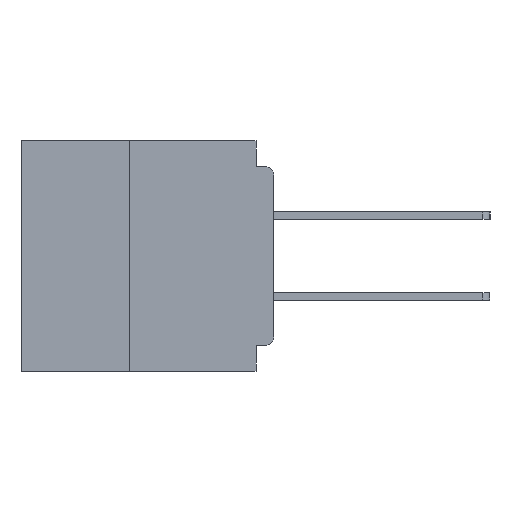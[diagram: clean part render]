
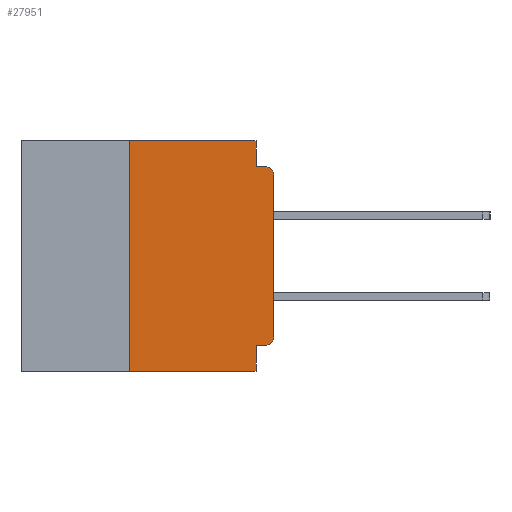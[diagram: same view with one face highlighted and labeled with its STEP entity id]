
A CAD part, left-side view. The second image highlights one B-rep face of the part: STEP entity #27951.
In plain terms, the highlighted planar face has unit normal (-1, 0, 0).
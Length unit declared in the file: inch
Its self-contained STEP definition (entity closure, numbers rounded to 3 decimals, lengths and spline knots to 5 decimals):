
#600 = DIRECTION ( 'NONE',  ( 0., 0., -1. ) ) ;
#1530 = DIRECTION ( 'NONE',  ( 0., 0., 1. ) ) ;
#1545 = DIRECTION ( 'NONE',  ( 0., 0., -1. ) ) ;
#1653 = VERTEX_POINT ( 'NONE', #24668 ) ;
#2511 = CARTESIAN_POINT ( 'NONE',  ( 0., 0.031, -0.355 ) ) ;
#2604 = CARTESIAN_POINT ( 'NONE',  ( 0., 0.25, -0.4 ) ) ;
#3429 = VERTEX_POINT ( 'NONE', #17138 ) ;
#4331 = VECTOR ( 'NONE', #28208, 39.37008 ) ;
#4602 = EDGE_CURVE ( 'NONE', #11855, #28595, #34000, .T. ) ;
#5980 = ORIENTED_EDGE ( 'NONE', *, *, #22363, .T. ) ;
#9519 = ORIENTED_EDGE ( 'NONE', *, *, #14926, .F. ) ;
#9597 = CARTESIAN_POINT ( 'NONE',  ( 0., 0.031, 0. ) ) ;
#9825 = CARTESIAN_POINT ( 'NONE',  ( 0., 0.015, -0.355 ) ) ;
#9858 = VECTOR ( 'NONE', #1545, 39.37008 ) ;
#10532 = CARTESIAN_POINT ( 'NONE',  ( 0., 0.437, -0.4 ) ) ;
#10956 = LINE ( 'NONE', #27280, #25742 ) ;
#11285 = EDGE_CURVE ( 'NONE', #26912, #29655, #33318, .T. ) ;
#11501 = DIRECTION ( 'NONE',  ( 0., 1., 0. ) ) ;
#11855 = VERTEX_POINT ( 'NONE', #9825 ) ;
#12069 = CARTESIAN_POINT ( 'NONE',  ( 0., 0., -0.045 ) ) ;
#13024 = AXIS2_PLACEMENT_3D ( 'NONE', #16242, #36766, #19249 ) ;
#13560 = LINE ( 'NONE', #21756, #27394 ) ;
#14198 = EDGE_LOOP ( 'NONE', ( #23399, #32259, #25658, #27873, #28761, #9519, #5980, #22392, #34039, #18716 ) ) ;
#14217 = LINE ( 'NONE', #16071, #29925 ) ;
#14926 = EDGE_CURVE ( 'NONE', #16739, #15752, #24561, .T. ) ;
#15752 = VERTEX_POINT ( 'NONE', #26035 ) ;
#16071 = CARTESIAN_POINT ( 'NONE',  ( 0., 0., 0. ) ) ;
#16135 = CARTESIAN_POINT ( 'NONE',  ( 0., 0.25, -0.4 ) ) ;
#16145 = CARTESIAN_POINT ( 'NONE',  ( 0., 0.031, -0.4 ) ) ;
#16242 = CARTESIAN_POINT ( 'NONE',  ( 0., 0.437, 0. ) ) ;
#16278 = EDGE_CURVE ( 'NONE', #25708, #3429, #37222, .T. ) ;
#16739 = VERTEX_POINT ( 'NONE', #2604 ) ;
#17138 = CARTESIAN_POINT ( 'NONE',  ( 0., 0.015, -0.045 ) ) ;
#17183 = CARTESIAN_POINT ( 'NONE',  ( 0., 0., -0.06 ) ) ;
#18126 = DIRECTION ( 'NONE',  ( -1., 0., 0. ) ) ;
#18716 = ORIENTED_EDGE ( 'NONE', *, *, #4602, .T. ) ;
#18826 = EDGE_CURVE ( 'NONE', #37704, #1653, #10956, .T. ) ;
#19249 = DIRECTION ( 'NONE',  ( 0., 0., -1. ) ) ;
#20665 = LINE ( 'NONE', #12069, #35296 ) ;
#21151 = FACE_OUTER_BOUND ( 'NONE', #14198, .T. ) ;
#21756 = CARTESIAN_POINT ( 'NONE',  ( 0., 0.437, 0. ) ) ;
#22363 = EDGE_CURVE ( 'NONE', #16739, #29655, #28755, .T. ) ;
#22392 = ORIENTED_EDGE ( 'NONE', *, *, #11285, .F. ) ;
#23399 = ORIENTED_EDGE ( 'NONE', *, *, #36545, .T. ) ;
#24385 = CARTESIAN_POINT ( 'NONE',  ( 0., 0.031, -0.4 ) ) ;
#24561 = LINE ( 'NONE', #16135, #31491 ) ;
#24668 = CARTESIAN_POINT ( 'NONE',  ( 0., 0.031, -0.045 ) ) ;
#25435 = VECTOR ( 'NONE', #11501, 39.37008 ) ;
#25658 = ORIENTED_EDGE ( 'NONE', *, *, #28876, .F. ) ;
#25708 = VERTEX_POINT ( 'NONE', #17183 ) ;
#25742 = VECTOR ( 'NONE', #30245, 39.37008 ) ;
#26035 = CARTESIAN_POINT ( 'NONE',  ( 0., 0.25, 0. ) ) ;
#26298 = EDGE_CURVE ( 'NONE', #11855, #26912, #28220, .T. ) ;
#26912 = VERTEX_POINT ( 'NONE', #2511 ) ;
#27280 = CARTESIAN_POINT ( 'NONE',  ( 0., 0.031, 0. ) ) ;
#27394 = VECTOR ( 'NONE', #33540, 39.37008 ) ;
#27873 = ORIENTED_EDGE ( 'NONE', *, *, #18826, .F. ) ;
#27951 = ADVANCED_FACE ( 'NONE', ( #21151 ), #33862, .F. ) ;
#28208 = DIRECTION ( 'NONE',  ( 0., -1., 0. ) ) ;
#28220 = LINE ( 'NONE', #29192, #25435 ) ;
#28249 = AXIS2_PLACEMENT_3D ( 'NONE', #30010, #29615, #29901 ) ;
#28595 = VERTEX_POINT ( 'NONE', #34331 ) ;
#28755 = LINE ( 'NONE', #10532, #4331 ) ;
#28761 = ORIENTED_EDGE ( 'NONE', *, *, #31071, .F. ) ;
#28876 = EDGE_CURVE ( 'NONE', #1653, #3429, #20665, .T. ) ;
#29192 = CARTESIAN_POINT ( 'NONE',  ( 0., 0., -0.355 ) ) ;
#29615 = DIRECTION ( 'NONE',  ( -1., 0., 0. ) ) ;
#29655 = VERTEX_POINT ( 'NONE', #24385 ) ;
#29750 = DIRECTION ( 'NONE',  ( 0., -1., 0. ) ) ;
#29901 = DIRECTION ( 'NONE',  ( 0., 0., -1. ) ) ;
#29925 = VECTOR ( 'NONE', #36600, 39.37008 ) ;
#30010 = CARTESIAN_POINT ( 'NONE',  ( 0., 0.015, -0.34 ) ) ;
#30245 = DIRECTION ( 'NONE',  ( 0., 0., -1. ) ) ;
#31071 = EDGE_CURVE ( 'NONE', #15752, #37704, #13560, .T. ) ;
#31491 = VECTOR ( 'NONE', #1530, 39.37008 ) ;
#32259 = ORIENTED_EDGE ( 'NONE', *, *, #16278, .T. ) ;
#33318 = LINE ( 'NONE', #16145, #9858 ) ;
#33540 = DIRECTION ( 'NONE',  ( 0., -1., 0. ) ) ;
#33862 = PLANE ( 'NONE',  #13024 ) ;
#34000 = CIRCLE ( 'NONE', #28249, 0.015 ) ;
#34039 = ORIENTED_EDGE ( 'NONE', *, *, #26298, .F. ) ;
#34331 = CARTESIAN_POINT ( 'NONE',  ( 0., 0., -0.34 ) ) ;
#34338 = AXIS2_PLACEMENT_3D ( 'NONE', #35692, #18126, #600 ) ;
#35296 = VECTOR ( 'NONE', #29750, 39.37008 ) ;
#35692 = CARTESIAN_POINT ( 'NONE',  ( 0., 0.015, -0.06 ) ) ;
#36545 = EDGE_CURVE ( 'NONE', #28595, #25708, #14217, .T. ) ;
#36600 = DIRECTION ( 'NONE',  ( 0., 0., 1. ) ) ;
#36766 = DIRECTION ( 'NONE',  ( 1., 0., 0. ) ) ;
#37222 = CIRCLE ( 'NONE', #34338, 0.015 ) ;
#37704 = VERTEX_POINT ( 'NONE', #9597 ) ;
